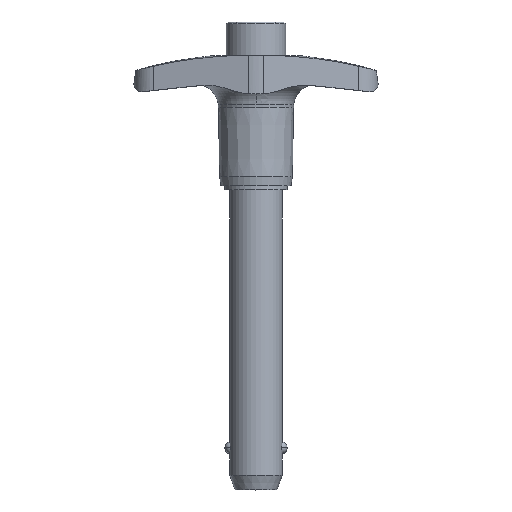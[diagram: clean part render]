
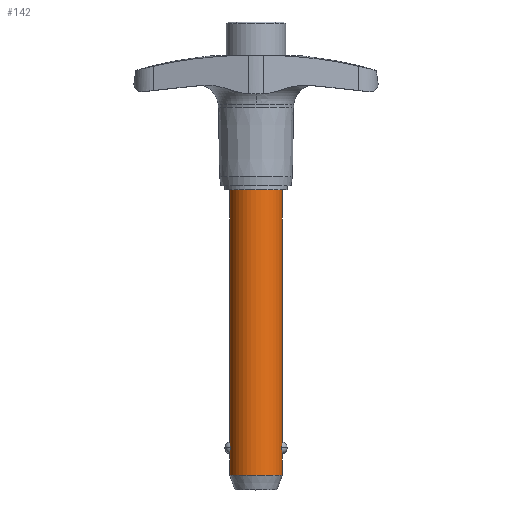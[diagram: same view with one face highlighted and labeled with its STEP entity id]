
A CAD part, top view. The second image highlights one B-rep face of the part: STEP entity #142.
In plain terms, the highlighted cylindrical face has radius 6.35 mm (diameter 12.7 mm), a partial arc.
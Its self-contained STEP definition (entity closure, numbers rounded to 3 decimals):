
#142=ADVANCED_FACE('',(#325),#326,.T.);
#325=FACE_OUTER_BOUND('',#548,.T.);
#326=CYLINDRICAL_SURFACE('',#549,6.35);
#548=EDGE_LOOP('',(#938,#939,#940,#941,#942,#943,#944,#945,#946,#947));
#549=AXIS2_PLACEMENT_3D('',#948,#949,#950);
#938=ORIENTED_EDGE('',*,*,#1509,.T.);
#939=ORIENTED_EDGE('',*,*,#1510,.T.);
#940=ORIENTED_EDGE('',*,*,#1511,.T.);
#941=ORIENTED_EDGE('',*,*,#1512,.T.);
#942=ORIENTED_EDGE('',*,*,#1513,.F.);
#943=ORIENTED_EDGE('',*,*,#1514,.T.);
#944=ORIENTED_EDGE('',*,*,#1515,.T.);
#945=ORIENTED_EDGE('',*,*,#1498,.T.);
#946=ORIENTED_EDGE('',*,*,#1516,.T.);
#947=ORIENTED_EDGE('',*,*,#1517,.T.);
#948=CARTESIAN_POINT('',(0.0,-36.322,0.0));
#949=DIRECTION('',(-0.0,1.0,0.0));
#950=DIRECTION('',(1.0,0.0,0.0));
#1498=EDGE_CURVE('',#1854,#1857,#1859,.T.);
#1509=EDGE_CURVE('',#1876,#1877,#1878,.T.);
#1510=EDGE_CURVE('',#1877,#1879,#1880,.T.);
#1511=EDGE_CURVE('',#1879,#1881,#1882,.T.);
#1512=EDGE_CURVE('',#1881,#1883,#1884,.T.);
#1513=EDGE_CURVE('',#1885,#1883,#1886,.T.);
#1514=EDGE_CURVE('',#1885,#1887,#1888,.T.);
#1515=EDGE_CURVE('',#1887,#1854,#1889,.T.);
#1516=EDGE_CURVE('',#1857,#1890,#1891,.T.);
#1517=EDGE_CURVE('',#1890,#1876,#1892,.T.);
#1854=VERTEX_POINT('',#3288);
#1857=VERTEX_POINT('',#3291);
#1859=B_SPLINE_CURVE_WITH_KNOTS('',3,(#3306,#3307,#3308,#3309,#3310,#3311,#3312,#3313,#3314,#3315,#3316,#3317,#3318,#3319),.UNSPECIFIED.,.F.,.F.,(4,2,2,2,2,2,4),(0.0,0.507,1.013,1.242,1.471,1.846,2.221),.UNSPECIFIED.);
#1876=VERTEX_POINT('',#3353);
#1877=VERTEX_POINT('',#3354);
#1878=LINE('',#3355,#3356);
#1879=VERTEX_POINT('',#3357);
#1880=B_SPLINE_CURVE_WITH_KNOTS('',3,(#3358,#3359,#3360,#3361,#3362,#3363,#3364,#3365,#3366,#3367,#3368,#3369,#3370,#3371),.UNSPECIFIED.,.F.,.F.,(4,2,2,2,2,2,4),(2.221,2.596,2.971,3.2,3.429,3.935,4.442),.UNSPECIFIED.);
#1881=VERTEX_POINT('',#3372);
#1882=B_SPLINE_CURVE_WITH_KNOTS('',3,(#3373,#3374,#3375,#3376,#3377,#3378,#3379,#3380,#3381,#3382,#3383,#3384,#3385,#3386),.UNSPECIFIED.,.F.,.F.,(4,2,2,2,2,2,4),(4.442,4.948,5.455,5.684,5.912,6.288,6.663),.UNSPECIFIED.);
#1883=VERTEX_POINT('',#3387);
#1884=LINE('',#3388,#3389);
#1885=VERTEX_POINT('',#3390);
#1886=CIRCLE('',#3391,6.35);
#1887=VERTEX_POINT('',#3392);
#1888=LINE('',#3393,#3394);
#1889=B_SPLINE_CURVE_WITH_KNOTS('',3,(#3395,#3396,#3397,#3398,#3399,#3400,#3401,#3402,#3403,#3404,#3405,#3406,#3407,#3408),.UNSPECIFIED.,.F.,.F.,(4,2,2,2,2,2,4),(6.663,7.038,7.413,7.642,7.871,8.377,8.884),.UNSPECIFIED.);
#1890=VERTEX_POINT('',#3409);
#1891=LINE('',#3410,#3411);
#1892=CIRCLE('',#3412,6.35);
#3288=CARTESIAN_POINT('',(-6.172,-62.428,1.495));
#3291=CARTESIAN_POINT('',(-6.35,-63.897,0.));
#3306=CARTESIAN_POINT('',(-6.172,-62.428,1.495));
#3307=CARTESIAN_POINT('',(-6.172,-62.597,1.495));
#3308=CARTESIAN_POINT('',(-6.179,-62.778,1.464));
#3309=CARTESIAN_POINT('',(-6.208,-63.114,1.336));
#3310=CARTESIAN_POINT('',(-6.229,-63.269,1.24));
#3311=CARTESIAN_POINT('',(-6.258,-63.451,1.079));
#3312=CARTESIAN_POINT('',(-6.268,-63.509,1.019));
#3313=CARTESIAN_POINT('',(-6.288,-63.613,0.891));
#3314=CARTESIAN_POINT('',(-6.297,-63.66,0.822));
#3315=CARTESIAN_POINT('',(-6.318,-63.759,0.648));
#3316=CARTESIAN_POINT('',(-6.33,-63.812,0.522));
#3317=CARTESIAN_POINT('',(-6.346,-63.881,0.261));
#3318=CARTESIAN_POINT('',(-6.35,-63.897,0.125));
#3319=CARTESIAN_POINT('',(-6.35,-63.897,0.));
#3353=CARTESIAN_POINT('',(6.35,-69.139,0.0));
#3354=CARTESIAN_POINT('',(6.35,-63.897,0.));
#3355=CARTESIAN_POINT('',(6.35,-36.322,0.));
#3356=VECTOR('',#4058,1.0);
#3357=CARTESIAN_POINT('',(6.172,-62.428,1.495));
#3358=CARTESIAN_POINT('',(6.35,-63.897,0.0));
#3359=CARTESIAN_POINT('',(6.35,-63.897,0.125));
#3360=CARTESIAN_POINT('',(6.346,-63.881,0.261));
#3361=CARTESIAN_POINT('',(6.33,-63.812,0.522));
#3362=CARTESIAN_POINT('',(6.318,-63.759,0.648));
#3363=CARTESIAN_POINT('',(6.297,-63.66,0.822));
#3364=CARTESIAN_POINT('',(6.288,-63.613,0.891));
#3365=CARTESIAN_POINT('',(6.268,-63.509,1.019));
#3366=CARTESIAN_POINT('',(6.258,-63.451,1.079));
#3367=CARTESIAN_POINT('',(6.229,-63.269,1.24));
#3368=CARTESIAN_POINT('',(6.208,-63.114,1.336));
#3369=CARTESIAN_POINT('',(6.179,-62.778,1.464));
#3370=CARTESIAN_POINT('',(6.172,-62.597,1.495));
#3371=CARTESIAN_POINT('',(6.172,-62.428,1.495));
#3372=CARTESIAN_POINT('',(6.35,-60.96,0.));
#3373=CARTESIAN_POINT('',(6.172,-62.428,1.495));
#3374=CARTESIAN_POINT('',(6.172,-62.26,1.495));
#3375=CARTESIAN_POINT('',(6.179,-62.079,1.464));
#3376=CARTESIAN_POINT('',(6.208,-61.743,1.336));
#3377=CARTESIAN_POINT('',(6.229,-61.588,1.24));
#3378=CARTESIAN_POINT('',(6.258,-61.406,1.079));
#3379=CARTESIAN_POINT('',(6.268,-61.348,1.019));
#3380=CARTESIAN_POINT('',(6.288,-61.243,0.891));
#3381=CARTESIAN_POINT('',(6.297,-61.197,0.822));
#3382=CARTESIAN_POINT('',(6.318,-61.098,0.648));
#3383=CARTESIAN_POINT('',(6.33,-61.045,0.522));
#3384=CARTESIAN_POINT('',(6.346,-60.976,0.261));
#3385=CARTESIAN_POINT('',(6.35,-60.96,0.125));
#3386=CARTESIAN_POINT('',(6.35,-60.96,0.));
#3387=CARTESIAN_POINT('',(6.35,0.0,0.0));
#3388=CARTESIAN_POINT('',(6.35,-36.322,0.));
#3389=VECTOR('',#4059,1.0);
#3390=CARTESIAN_POINT('',(-6.35,0.0,0.));
#3391=AXIS2_PLACEMENT_3D('',#4060,#4061,#4062);
#3392=CARTESIAN_POINT('',(-6.35,-60.96,0.));
#3393=CARTESIAN_POINT('',(-6.35,-36.322,0.));
#3394=VECTOR('',#4063,1.0);
#3395=CARTESIAN_POINT('',(-6.35,-60.96,0.));
#3396=CARTESIAN_POINT('',(-6.35,-60.96,0.125));
#3397=CARTESIAN_POINT('',(-6.346,-60.976,0.261));
#3398=CARTESIAN_POINT('',(-6.33,-61.045,0.522));
#3399=CARTESIAN_POINT('',(-6.318,-61.098,0.648));
#3400=CARTESIAN_POINT('',(-6.297,-61.197,0.822));
#3401=CARTESIAN_POINT('',(-6.288,-61.243,0.891));
#3402=CARTESIAN_POINT('',(-6.268,-61.348,1.019));
#3403=CARTESIAN_POINT('',(-6.258,-61.406,1.079));
#3404=CARTESIAN_POINT('',(-6.229,-61.588,1.24));
#3405=CARTESIAN_POINT('',(-6.208,-61.743,1.336));
#3406=CARTESIAN_POINT('',(-6.179,-62.079,1.464));
#3407=CARTESIAN_POINT('',(-6.172,-62.26,1.495));
#3408=CARTESIAN_POINT('',(-6.172,-62.428,1.495));
#3409=CARTESIAN_POINT('',(-6.35,-69.139,0.));
#3410=CARTESIAN_POINT('',(-6.35,-36.322,0.));
#3411=VECTOR('',#4064,1.0);
#3412=AXIS2_PLACEMENT_3D('',#4065,#4066,#4067);
#4058=DIRECTION('',(0.0,1.0,0.0));
#4059=DIRECTION('',(0.0,1.0,0.0));
#4060=CARTESIAN_POINT('',(0.0,0.0,0.0));
#4061=DIRECTION('',(-0.0,1.0,0.0));
#4062=DIRECTION('',(1.0,0.0,0.0));
#4063=DIRECTION('',(-0.0,-1.0,-0.0));
#4064=DIRECTION('',(-0.0,-1.0,-0.0));
#4065=CARTESIAN_POINT('',(0.0,-69.139,0.0));
#4066=DIRECTION('',(0.,1.0,0.0));
#4067=DIRECTION('',(1.0,0.,0.0));
